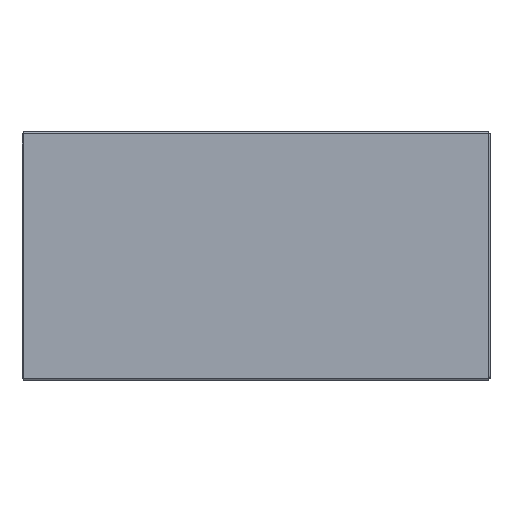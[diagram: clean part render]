
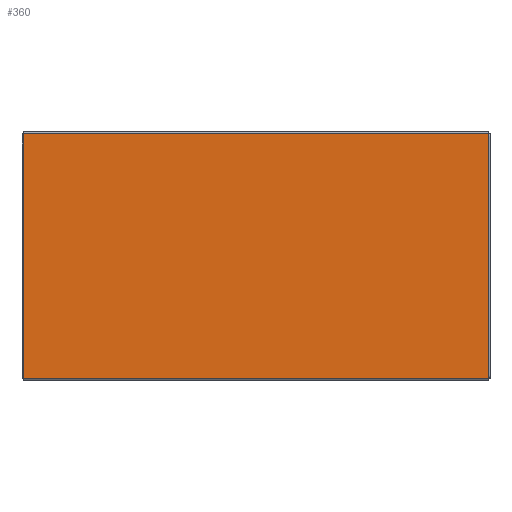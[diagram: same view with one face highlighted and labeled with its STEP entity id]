
A CAD part, top view. The second image highlights one B-rep face of the part: STEP entity #360.
In plain terms, the highlighted planar face has unit normal (0, 0, 1).
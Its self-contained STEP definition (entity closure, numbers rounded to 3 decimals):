
#17 = CARTESIAN_POINT ( 'NONE',  ( 350., -184.5, 0. ) ) ;
#95 = DIRECTION ( 'NONE',  ( 0., 0., 1. ) ) ;
#154 = AXIS2_PLACEMENT_3D ( 'NONE', #844, #95, #440 ) ;
#173 = DIRECTION ( 'NONE',  ( 0., 1., 0. ) ) ;
#187 = VERTEX_POINT ( 'NONE', #17 ) ;
#228 = ORIENTED_EDGE ( 'NONE', *, *, #599, .F. ) ;
#230 = LINE ( 'NONE', #1470, #1567 ) ;
#238 = CARTESIAN_POINT ( 'NONE',  ( -353., 184.5, 0. ) ) ;
#272 = CARTESIAN_POINT ( 'NONE',  ( -353., -184.5, 0. ) ) ;
#279 = CARTESIAN_POINT ( 'NONE',  ( -350., -184.5, 0. ) ) ;
#321 = PLANE ( 'NONE',  #154 ) ;
#360 = ADVANCED_FACE ( 'NONE', ( #470 ), #321, .T. ) ;
#362 = CARTESIAN_POINT ( 'NONE',  ( 350., 184.5, 0. ) ) ;
#412 = ORIENTED_EDGE ( 'NONE', *, *, #953, .T. ) ;
#427 = ORIENTED_EDGE ( 'NONE', *, *, #1528, .T. ) ;
#440 = DIRECTION ( 'NONE',  ( 1., 0., 0. ) ) ;
#470 = FACE_OUTER_BOUND ( 'NONE', #1076, .T. ) ;
#506 = CARTESIAN_POINT ( 'NONE',  ( -350., 184.5, 0. ) ) ;
#535 = VECTOR ( 'NONE', #544, 1000. ) ;
#544 = DIRECTION ( 'NONE',  ( 1., 0., 0. ) ) ;
#599 = EDGE_CURVE ( 'NONE', #648, #187, #1516, .T. ) ;
#648 = VERTEX_POINT ( 'NONE', #362 ) ;
#826 = ORIENTED_EDGE ( 'NONE', *, *, #1473, .F. ) ;
#844 = CARTESIAN_POINT ( 'NONE',  ( 0., 0., 0. ) ) ;
#864 = DIRECTION ( 'NONE',  ( 0., -1., 0. ) ) ;
#872 = LINE ( 'NONE', #238, #1672 ) ;
#953 = EDGE_CURVE ( 'NONE', #1671, #187, #1578, .T. ) ;
#1076 = EDGE_LOOP ( 'NONE', ( #427, #826, #412, #228 ) ) ;
#1123 = VECTOR ( 'NONE', #864, 1000. ) ;
#1169 = VERTEX_POINT ( 'NONE', #506 ) ;
#1253 = DIRECTION ( 'NONE',  ( -1., 0., 0. ) ) ;
#1377 = CARTESIAN_POINT ( 'NONE',  ( 350., 184.5, 0. ) ) ;
#1470 = CARTESIAN_POINT ( 'NONE',  ( -350., -184.5, 0. ) ) ;
#1473 = EDGE_CURVE ( 'NONE', #1671, #1169, #230, .T. ) ;
#1516 = LINE ( 'NONE', #1377, #1123 ) ;
#1528 = EDGE_CURVE ( 'NONE', #648, #1169, #872, .T. ) ;
#1567 = VECTOR ( 'NONE', #173, 1000. ) ;
#1578 = LINE ( 'NONE', #272, #535 ) ;
#1671 = VERTEX_POINT ( 'NONE', #279 ) ;
#1672 = VECTOR ( 'NONE', #1253, 1000. ) ;
